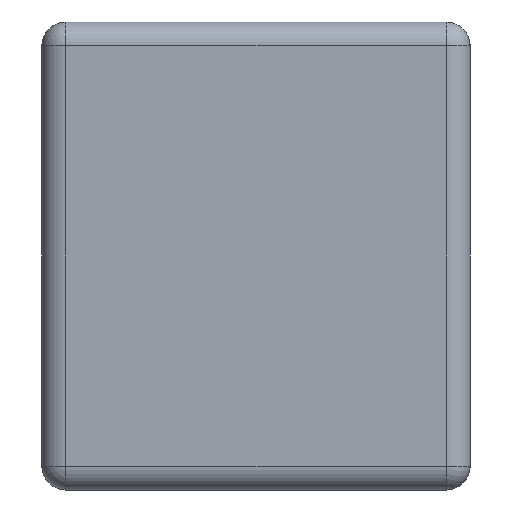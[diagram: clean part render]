
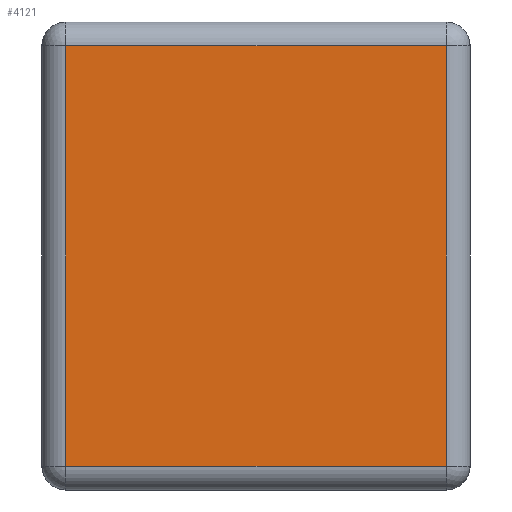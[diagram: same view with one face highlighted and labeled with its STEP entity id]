
A CAD part, left-side view. The second image highlights one B-rep face of the part: STEP entity #4121.
In plain terms, the highlighted planar face has unit normal (-1, 0, 0).
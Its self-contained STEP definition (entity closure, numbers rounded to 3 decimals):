
#248=PLANE('',#4506);
#412=LINE('',#5693,#860);
#414=LINE('',#5703,#862);
#419=LINE('',#5720,#867);
#421=LINE('',#5723,#869);
#860=VECTOR('',#4788,10.);
#862=VECTOR('',#4800,10.);
#867=VECTOR('',#4819,10.);
#869=VECTOR('',#4823,10.);
#1343=FACE_OUTER_BOUND('',#1585,.T.);
#1585=EDGE_LOOP('',(#2981,#2982,#2983,#2984));
#1865=VERTEX_POINT('',#5679);
#1870=VERTEX_POINT('',#5689);
#1871=VERTEX_POINT('',#5696);
#1878=VERTEX_POINT('',#5715);
#2287=EDGE_CURVE('',#1865,#1870,#412,.T.);
#2292=EDGE_CURVE('',#1871,#1865,#414,.T.);
#2301=EDGE_CURVE('',#1870,#1878,#419,.T.);
#2303=EDGE_CURVE('',#1878,#1871,#421,.T.);
#2981=ORIENTED_EDGE('',*,*,#2287,.F.);
#2982=ORIENTED_EDGE('',*,*,#2292,.F.);
#2983=ORIENTED_EDGE('',*,*,#2303,.F.);
#2984=ORIENTED_EDGE('',*,*,#2301,.F.);
#4121=ADVANCED_FACE('',(#1343),#248,.T.);
#4506=AXIS2_PLACEMENT_3D('',#5746,#4848,#4849);
#4788=DIRECTION('',(0.,1.,0.));
#4800=DIRECTION('',(0.,0.,-1.));
#4819=DIRECTION('',(0.,0.,1.));
#4823=DIRECTION('',(0.,-1.,0.));
#4848=DIRECTION('center_axis',(-1.,0.,0.));
#4849=DIRECTION('ref_axis',(0.,-1.,0.));
#5679=CARTESIAN_POINT('',(-3.05,-1.195,0.15));
#5689=CARTESIAN_POINT('',(-3.05,1.195,0.15));
#5693=CARTESIAN_POINT('',(-3.05,0.673,0.15));
#5696=CARTESIAN_POINT('',(-3.05,-1.195,2.79));
#5703=CARTESIAN_POINT('',(-3.05,-1.195,0.));
#5715=CARTESIAN_POINT('',(-3.05,1.195,2.79));
#5720=CARTESIAN_POINT('',(-3.05,1.195,0.));
#5723=CARTESIAN_POINT('',(-3.05,0.673,2.79));
#5746=CARTESIAN_POINT('Origin',(-3.05,1.345,0.));
